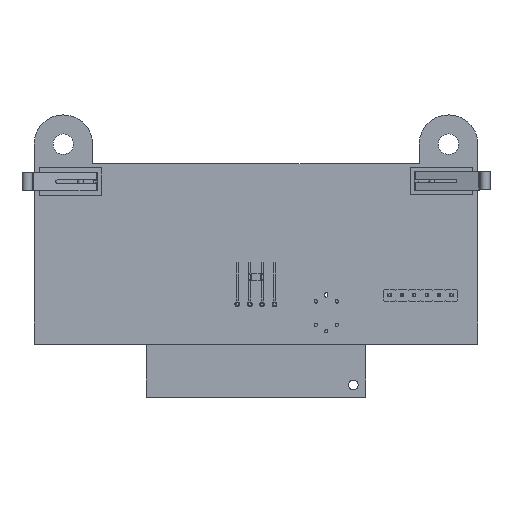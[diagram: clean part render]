
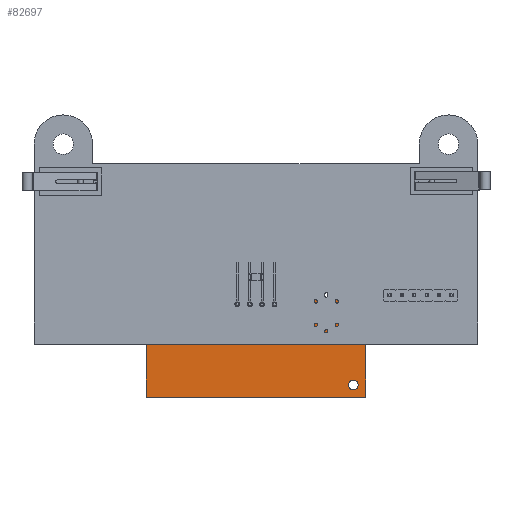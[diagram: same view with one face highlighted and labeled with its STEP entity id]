
A CAD part, top view. The second image highlights one B-rep face of the part: STEP entity #82697.
In plain terms, the highlighted face is planar.
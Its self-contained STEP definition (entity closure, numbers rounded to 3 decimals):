
#82424 = VERTEX_POINT('',#82425);
#82425 = CARTESIAN_POINT('',(19.,17.5,-5.65));
#82431 = EDGE_CURVE('',#82424,#82432,#82434,.T.);
#82432 = VERTEX_POINT('',#82433);
#82433 = CARTESIAN_POINT('',(21.,17.5,-5.65));
#82434 = CIRCLE('',#82435,1.);
#82435 = AXIS2_PLACEMENT_3D('',#82436,#82437,#82438);
#82436 = CARTESIAN_POINT('',(20.,17.5,-5.65));
#82437 = DIRECTION('',(0.,0.,1.));
#82438 = DIRECTION('',(1.,0.,-0.));
#82466 = VERTEX_POINT('',#82467);
#82467 = CARTESIAN_POINT('',(-21.,2.5,-5.65));
#82473 = EDGE_CURVE('',#82466,#82474,#82476,.T.);
#82474 = VERTEX_POINT('',#82475);
#82475 = CARTESIAN_POINT('',(-19.,2.5,-5.65));
#82476 = CIRCLE('',#82477,1.);
#82477 = AXIS2_PLACEMENT_3D('',#82478,#82479,#82480);
#82478 = CARTESIAN_POINT('',(-20.,2.5,-5.65));
#82479 = DIRECTION('',(0.,0.,1.));
#82480 = DIRECTION('',(1.,0.,-0.));
#82697 = ADVANCED_FACE('',(#82698,#82732,#82766,#82800,#82834,#82868,
    #82878),#82888,.F.);
#82698 = FACE_BOUND('',#82699,.T.);
#82699 = EDGE_LOOP('',(#82700,#82710,#82718,#82726));
#82700 = ORIENTED_EDGE('',*,*,#82701,.T.);
#82701 = EDGE_CURVE('',#82702,#82704,#82706,.T.);
#82702 = VERTEX_POINT('',#82703);
#82703 = CARTESIAN_POINT('',(-4.01,1.07,-5.65));
#82704 = VERTEX_POINT('',#82705);
#82705 = CARTESIAN_POINT('',(-3.61,1.07,-5.65));
#82706 = LINE('',#82707,#82708);
#82707 = CARTESIAN_POINT('',(-4.01,1.07,-5.65));
#82708 = VECTOR('',#82709,1.);
#82709 = DIRECTION('',(1.,0.,0.));
#82710 = ORIENTED_EDGE('',*,*,#82711,.T.);
#82711 = EDGE_CURVE('',#82704,#82712,#82714,.T.);
#82712 = VERTEX_POINT('',#82713);
#82713 = CARTESIAN_POINT('',(-3.61,1.47,-5.65));
#82714 = LINE('',#82715,#82716);
#82715 = CARTESIAN_POINT('',(-3.61,1.07,-5.65));
#82716 = VECTOR('',#82717,1.);
#82717 = DIRECTION('',(0.,1.,0.));
#82718 = ORIENTED_EDGE('',*,*,#82719,.T.);
#82719 = EDGE_CURVE('',#82712,#82720,#82722,.T.);
#82720 = VERTEX_POINT('',#82721);
#82721 = CARTESIAN_POINT('',(-4.01,1.47,-5.65));
#82722 = LINE('',#82723,#82724);
#82723 = CARTESIAN_POINT('',(-4.01,1.47,-5.65));
#82724 = VECTOR('',#82725,1.);
#82725 = DIRECTION('',(-1.,-0.,-0.));
#82726 = ORIENTED_EDGE('',*,*,#82727,.T.);
#82727 = EDGE_CURVE('',#82720,#82702,#82728,.T.);
#82728 = LINE('',#82729,#82730);
#82729 = CARTESIAN_POINT('',(-4.01,1.07,-5.65));
#82730 = VECTOR('',#82731,1.);
#82731 = DIRECTION('',(-0.,-1.,-0.));
#82732 = FACE_BOUND('',#82733,.T.);
#82733 = EDGE_LOOP('',(#82734,#82744,#82752,#82760));
#82734 = ORIENTED_EDGE('',*,*,#82735,.T.);
#82735 = EDGE_CURVE('',#82736,#82738,#82740,.T.);
#82736 = VERTEX_POINT('',#82737);
#82737 = CARTESIAN_POINT('',(-1.47,1.07,-5.65));
#82738 = VERTEX_POINT('',#82739);
#82739 = CARTESIAN_POINT('',(-1.07,1.07,-5.65));
#82740 = LINE('',#82741,#82742);
#82741 = CARTESIAN_POINT('',(-1.47,1.07,-5.65));
#82742 = VECTOR('',#82743,1.);
#82743 = DIRECTION('',(1.,0.,0.));
#82744 = ORIENTED_EDGE('',*,*,#82745,.T.);
#82745 = EDGE_CURVE('',#82738,#82746,#82748,.T.);
#82746 = VERTEX_POINT('',#82747);
#82747 = CARTESIAN_POINT('',(-1.07,1.47,-5.65));
#82748 = LINE('',#82749,#82750);
#82749 = CARTESIAN_POINT('',(-1.07,1.07,-5.65));
#82750 = VECTOR('',#82751,1.);
#82751 = DIRECTION('',(0.,1.,0.));
#82752 = ORIENTED_EDGE('',*,*,#82753,.T.);
#82753 = EDGE_CURVE('',#82746,#82754,#82756,.T.);
#82754 = VERTEX_POINT('',#82755);
#82755 = CARTESIAN_POINT('',(-1.47,1.47,-5.65));
#82756 = LINE('',#82757,#82758);
#82757 = CARTESIAN_POINT('',(-1.47,1.47,-5.65));
#82758 = VECTOR('',#82759,1.);
#82759 = DIRECTION('',(-1.,-0.,-0.));
#82760 = ORIENTED_EDGE('',*,*,#82761,.T.);
#82761 = EDGE_CURVE('',#82754,#82736,#82762,.T.);
#82762 = LINE('',#82763,#82764);
#82763 = CARTESIAN_POINT('',(-1.47,1.07,-5.65));
#82764 = VECTOR('',#82765,1.);
#82765 = DIRECTION('',(-0.,-1.,-0.));
#82766 = FACE_BOUND('',#82767,.T.);
#82767 = EDGE_LOOP('',(#82768,#82778,#82786,#82794));
#82768 = ORIENTED_EDGE('',*,*,#82769,.T.);
#82769 = EDGE_CURVE('',#82770,#82772,#82774,.T.);
#82770 = VERTEX_POINT('',#82771);
#82771 = CARTESIAN_POINT('',(1.07,1.07,-5.65));
#82772 = VERTEX_POINT('',#82773);
#82773 = CARTESIAN_POINT('',(1.47,1.07,-5.65));
#82774 = LINE('',#82775,#82776);
#82775 = CARTESIAN_POINT('',(1.07,1.07,-5.65));
#82776 = VECTOR('',#82777,1.);
#82777 = DIRECTION('',(1.,0.,0.));
#82778 = ORIENTED_EDGE('',*,*,#82779,.T.);
#82779 = EDGE_CURVE('',#82772,#82780,#82782,.T.);
#82780 = VERTEX_POINT('',#82781);
#82781 = CARTESIAN_POINT('',(1.47,1.47,-5.65));
#82782 = LINE('',#82783,#82784);
#82783 = CARTESIAN_POINT('',(1.47,1.07,-5.65));
#82784 = VECTOR('',#82785,1.);
#82785 = DIRECTION('',(0.,1.,0.));
#82786 = ORIENTED_EDGE('',*,*,#82787,.T.);
#82787 = EDGE_CURVE('',#82780,#82788,#82790,.T.);
#82788 = VERTEX_POINT('',#82789);
#82789 = CARTESIAN_POINT('',(1.07,1.47,-5.65));
#82790 = LINE('',#82791,#82792);
#82791 = CARTESIAN_POINT('',(1.07,1.47,-5.65));
#82792 = VECTOR('',#82793,1.);
#82793 = DIRECTION('',(-1.,-0.,-0.));
#82794 = ORIENTED_EDGE('',*,*,#82795,.T.);
#82795 = EDGE_CURVE('',#82788,#82770,#82796,.T.);
#82796 = LINE('',#82797,#82798);
#82797 = CARTESIAN_POINT('',(1.07,1.07,-5.65));
#82798 = VECTOR('',#82799,1.);
#82799 = DIRECTION('',(-0.,-1.,-0.));
#82800 = FACE_BOUND('',#82801,.T.);
#82801 = EDGE_LOOP('',(#82802,#82812,#82820,#82828));
#82802 = ORIENTED_EDGE('',*,*,#82803,.T.);
#82803 = EDGE_CURVE('',#82804,#82806,#82808,.T.);
#82804 = VERTEX_POINT('',#82805);
#82805 = CARTESIAN_POINT('',(3.61,1.07,-5.65));
#82806 = VERTEX_POINT('',#82807);
#82807 = CARTESIAN_POINT('',(4.01,1.07,-5.65));
#82808 = LINE('',#82809,#82810);
#82809 = CARTESIAN_POINT('',(3.61,1.07,-5.65));
#82810 = VECTOR('',#82811,1.);
#82811 = DIRECTION('',(1.,0.,0.));
#82812 = ORIENTED_EDGE('',*,*,#82813,.T.);
#82813 = EDGE_CURVE('',#82806,#82814,#82816,.T.);
#82814 = VERTEX_POINT('',#82815);
#82815 = CARTESIAN_POINT('',(4.01,1.47,-5.65));
#82816 = LINE('',#82817,#82818);
#82817 = CARTESIAN_POINT('',(4.01,1.07,-5.65));
#82818 = VECTOR('',#82819,1.);
#82819 = DIRECTION('',(0.,1.,0.));
#82820 = ORIENTED_EDGE('',*,*,#82821,.T.);
#82821 = EDGE_CURVE('',#82814,#82822,#82824,.T.);
#82822 = VERTEX_POINT('',#82823);
#82823 = CARTESIAN_POINT('',(3.61,1.47,-5.65));
#82824 = LINE('',#82825,#82826);
#82825 = CARTESIAN_POINT('',(3.61,1.47,-5.65));
#82826 = VECTOR('',#82827,1.);
#82827 = DIRECTION('',(-1.,-0.,-0.));
#82828 = ORIENTED_EDGE('',*,*,#82829,.T.);
#82829 = EDGE_CURVE('',#82822,#82804,#82830,.T.);
#82830 = LINE('',#82831,#82832);
#82831 = CARTESIAN_POINT('',(3.61,1.07,-5.65));
#82832 = VECTOR('',#82833,1.);
#82833 = DIRECTION('',(-0.,-1.,-0.));
#82834 = FACE_BOUND('',#82835,.T.);
#82835 = EDGE_LOOP('',(#82836,#82846,#82854,#82862));
#82836 = ORIENTED_EDGE('',*,*,#82837,.F.);
#82837 = EDGE_CURVE('',#82838,#82840,#82842,.T.);
#82838 = VERTEX_POINT('',#82839);
#82839 = CARTESIAN_POINT('',(22.5,0.,-5.65));
#82840 = VERTEX_POINT('',#82841);
#82841 = CARTESIAN_POINT('',(22.5,20.,-5.65));
#82842 = LINE('',#82843,#82844);
#82843 = CARTESIAN_POINT('',(22.5,20.,-5.65));
#82844 = VECTOR('',#82845,1.);
#82845 = DIRECTION('',(-0.,1.,-0.));
#82846 = ORIENTED_EDGE('',*,*,#82847,.F.);
#82847 = EDGE_CURVE('',#82848,#82838,#82850,.T.);
#82848 = VERTEX_POINT('',#82849);
#82849 = CARTESIAN_POINT('',(-22.5,0.,-5.65));
#82850 = LINE('',#82851,#82852);
#82851 = CARTESIAN_POINT('',(-22.5,0.,-5.65));
#82852 = VECTOR('',#82853,1.);
#82853 = DIRECTION('',(1.,0.,0.));
#82854 = ORIENTED_EDGE('',*,*,#82855,.F.);
#82855 = EDGE_CURVE('',#82856,#82848,#82858,.T.);
#82856 = VERTEX_POINT('',#82857);
#82857 = CARTESIAN_POINT('',(-22.5,20.,-5.65));
#82858 = LINE('',#82859,#82860);
#82859 = CARTESIAN_POINT('',(-22.5,20.,-5.65));
#82860 = VECTOR('',#82861,1.);
#82861 = DIRECTION('',(0.,-1.,0.));
#82862 = ORIENTED_EDGE('',*,*,#82863,.F.);
#82863 = EDGE_CURVE('',#82840,#82856,#82864,.T.);
#82864 = LINE('',#82865,#82866);
#82865 = CARTESIAN_POINT('',(-22.5,20.,-5.65));
#82866 = VECTOR('',#82867,1.);
#82867 = DIRECTION('',(-1.,-0.,-0.));
#82868 = FACE_BOUND('',#82869,.T.);
#82869 = EDGE_LOOP('',(#82870,#82871));
#82870 = ORIENTED_EDGE('',*,*,#82473,.T.);
#82871 = ORIENTED_EDGE('',*,*,#82872,.T.);
#82872 = EDGE_CURVE('',#82474,#82466,#82873,.T.);
#82873 = CIRCLE('',#82874,1.);
#82874 = AXIS2_PLACEMENT_3D('',#82875,#82876,#82877);
#82875 = CARTESIAN_POINT('',(-20.,2.5,-5.65));
#82876 = DIRECTION('',(0.,0.,1.));
#82877 = DIRECTION('',(1.,0.,-0.));
#82878 = FACE_BOUND('',#82879,.T.);
#82879 = EDGE_LOOP('',(#82880,#82881));
#82880 = ORIENTED_EDGE('',*,*,#82431,.T.);
#82881 = ORIENTED_EDGE('',*,*,#82882,.T.);
#82882 = EDGE_CURVE('',#82432,#82424,#82883,.T.);
#82883 = CIRCLE('',#82884,1.);
#82884 = AXIS2_PLACEMENT_3D('',#82885,#82886,#82887);
#82885 = CARTESIAN_POINT('',(20.,17.5,-5.65));
#82886 = DIRECTION('',(0.,0.,1.));
#82887 = DIRECTION('',(1.,0.,-0.));
#82888 = PLANE('',#82889);
#82889 = AXIS2_PLACEMENT_3D('',#82890,#82891,#82892);
#82890 = CARTESIAN_POINT('',(0.,0.,-5.65));
#82891 = DIRECTION('',(-0.,0.,1.));
#82892 = DIRECTION('',(1.,0.,0.));
